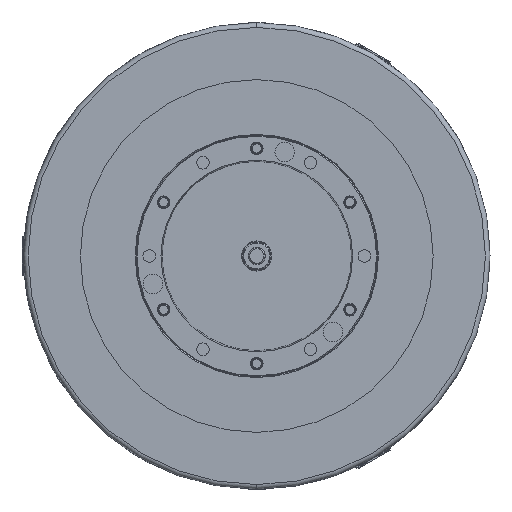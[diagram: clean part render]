
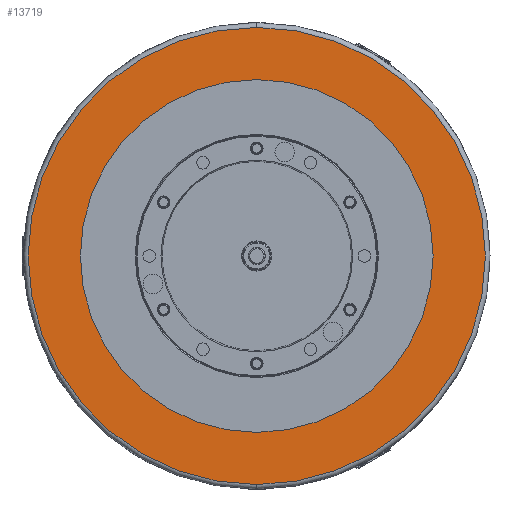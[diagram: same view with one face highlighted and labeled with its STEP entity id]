
A CAD part, left-side view. The second image highlights one B-rep face of the part: STEP entity #13719.
In plain terms, the highlighted planar face has unit normal (-1, 0, 0).
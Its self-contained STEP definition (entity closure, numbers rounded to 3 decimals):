
#154 = CARTESIAN_POINT ( 'NONE',  ( -183., 0., 0. ) ) ;
#707 = CARTESIAN_POINT ( 'NONE',  ( -183., 0., 0. ) ) ;
#1368 = EDGE_LOOP ( 'NONE', ( #1938, #6003 ) ) ;
#1488 = EDGE_LOOP ( 'NONE', ( #10288, #19019 ) ) ;
#1938 = ORIENTED_EDGE ( 'NONE', *, *, #9009, .T. ) ;
#2161 = DIRECTION ( 'NONE',  ( 0., 0., 1. ) ) ;
#2266 = DIRECTION ( 'NONE',  ( -1., 0., 0. ) ) ;
#2423 = CARTESIAN_POINT ( 'NONE',  ( -183., 502.5, 0. ) ) ;
#2795 = PLANE ( 'NONE',  #11092 ) ;
#4009 = DIRECTION ( 'NONE',  ( -1., 0., 0. ) ) ;
#4028 = AXIS2_PLACEMENT_3D ( 'NONE', #15103, #4009, #16958 ) ;
#6003 = ORIENTED_EDGE ( 'NONE', *, *, #16541, .T. ) ;
#6636 = EDGE_CURVE ( 'NONE', #21332, #12644, #14509, .T. ) ;
#6961 = AXIS2_PLACEMENT_3D ( 'NONE', #707, #15832, #13580 ) ;
#7163 = EDGE_CURVE ( 'NONE', #12644, #21332, #13331, .T. ) ;
#8416 = CARTESIAN_POINT ( 'NONE',  ( -183., 0., -380. ) ) ;
#9009 = EDGE_CURVE ( 'NONE', #9391, #19418, #17619, .T. ) ;
#9128 = CIRCLE ( 'NONE', #12679, 492.5 ) ;
#9391 = VERTEX_POINT ( 'NONE', #23422 ) ;
#10288 = ORIENTED_EDGE ( 'NONE', *, *, #7163, .T. ) ;
#11092 = AXIS2_PLACEMENT_3D ( 'NONE', #2423, #2266, #2161 ) ;
#12230 = AXIS2_PLACEMENT_3D ( 'NONE', #154, #15229, #22824 ) ;
#12644 = VERTEX_POINT ( 'NONE', #8416 ) ;
#12679 = AXIS2_PLACEMENT_3D ( 'NONE', #23750, #23701, #23673 ) ;
#13331 = CIRCLE ( 'NONE', #12230, 380. ) ;
#13580 = DIRECTION ( 'NONE',  ( 0., 0., -1. ) ) ;
#13719 = ADVANCED_FACE ( 'NONE', ( #23313, #14138 ), #2795, .T. ) ;
#14138 = FACE_BOUND ( 'NONE', #1488, .T. ) ;
#14509 = CIRCLE ( 'NONE', #6961, 380. ) ;
#14892 = CARTESIAN_POINT ( 'NONE',  ( -183., 0., -492.5 ) ) ;
#15103 = CARTESIAN_POINT ( 'NONE',  ( -183., 0., 0. ) ) ;
#15229 = DIRECTION ( 'NONE',  ( 1., 0., 0. ) ) ;
#15832 = DIRECTION ( 'NONE',  ( 1., 0., 0. ) ) ;
#16541 = EDGE_CURVE ( 'NONE', #19418, #9391, #9128, .T. ) ;
#16958 = DIRECTION ( 'NONE',  ( 0., 0., 1. ) ) ;
#17619 = CIRCLE ( 'NONE', #4028, 492.5 ) ;
#18429 = CARTESIAN_POINT ( 'NONE',  ( -183., 0., 380. ) ) ;
#19019 = ORIENTED_EDGE ( 'NONE', *, *, #6636, .T. ) ;
#19418 = VERTEX_POINT ( 'NONE', #14892 ) ;
#21332 = VERTEX_POINT ( 'NONE', #18429 ) ;
#22824 = DIRECTION ( 'NONE',  ( 0., 0., -1. ) ) ;
#23313 = FACE_OUTER_BOUND ( 'NONE', #1368, .T. ) ;
#23422 = CARTESIAN_POINT ( 'NONE',  ( -183., 0., 492.5 ) ) ;
#23673 = DIRECTION ( 'NONE',  ( 0., 0., 1. ) ) ;
#23701 = DIRECTION ( 'NONE',  ( -1., 0., 0. ) ) ;
#23750 = CARTESIAN_POINT ( 'NONE',  ( -183., 0., 0. ) ) ;
